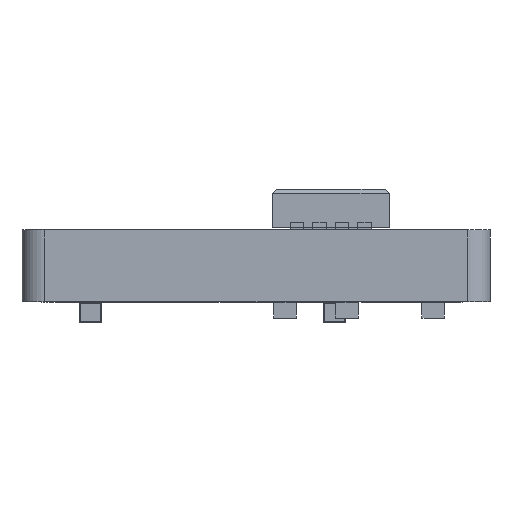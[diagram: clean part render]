
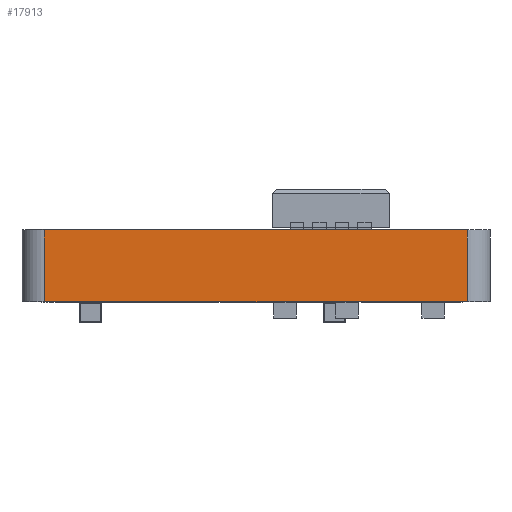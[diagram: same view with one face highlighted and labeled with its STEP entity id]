
A CAD part, left-side view. The second image highlights one B-rep face of the part: STEP entity #17913.
In plain terms, the highlighted planar face has unit normal (-1, 0, 0).
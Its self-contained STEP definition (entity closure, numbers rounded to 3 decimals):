
#2176=FACE_OUTER_BOUND('',#3252,.T.);
#3252=EDGE_LOOP('',(#14391,#14392,#14393,#14394));
#3807=LINE('',#22746,#5546);
#4027=LINE('',#24280,#5766);
#4693=LINE('',#29163,#6432);
#4695=LINE('',#29166,#6434);
#5546=VECTOR('',#19367,10.);
#5766=VECTOR('',#19755,10.);
#6432=VECTOR('',#20929,10.);
#6434=VECTOR('',#20933,10.);
#7275=VERTEX_POINT('',#22742);
#7277=VERTEX_POINT('',#22745);
#7501=VERTEX_POINT('',#24266);
#7507=VERTEX_POINT('',#24278);
#9025=EDGE_CURVE('',#7277,#7275,#3807,.T.);
#9361=EDGE_CURVE('',#7507,#7501,#4027,.T.);
#10390=EDGE_CURVE('',#7501,#7275,#4693,.T.);
#10392=EDGE_CURVE('',#7277,#7507,#4695,.T.);
#14391=ORIENTED_EDGE('',*,*,#10390,.F.);
#14392=ORIENTED_EDGE('',*,*,#9361,.F.);
#14393=ORIENTED_EDGE('',*,*,#10392,.F.);
#14394=ORIENTED_EDGE('',*,*,#9025,.T.);
#17111=PLANE('',#18857);
#17913=ADVANCED_FACE('',(#2176),#17111,.T.);
#18857=AXIS2_PLACEMENT_3D('',#29165,#20931,#20932);
#19367=DIRECTION('',(0.,-1.,0.));
#19755=DIRECTION('',(0.,-1.,0.));
#20929=DIRECTION('',(0.,0.,-1.));
#20931=DIRECTION('center_axis',(-1.,0.,0.));
#20932=DIRECTION('ref_axis',(0.,-1.,0.));
#20933=DIRECTION('',(0.,0.,1.));
#22742=CARTESIAN_POINT('',(0.,0.5,0.));
#22745=CARTESIAN_POINT('',(0.,9.9,0.));
#22746=CARTESIAN_POINT('',(0.,10.4,0.));
#24266=CARTESIAN_POINT('',(0.,0.5,1.6));
#24278=CARTESIAN_POINT('',(0.,9.9,1.6));
#24280=CARTESIAN_POINT('',(0.,10.4,1.6));
#29163=CARTESIAN_POINT('',(0.,0.5,0.));
#29165=CARTESIAN_POINT('Origin',(0.,10.4,0.));
#29166=CARTESIAN_POINT('',(0.,9.9,0.));
